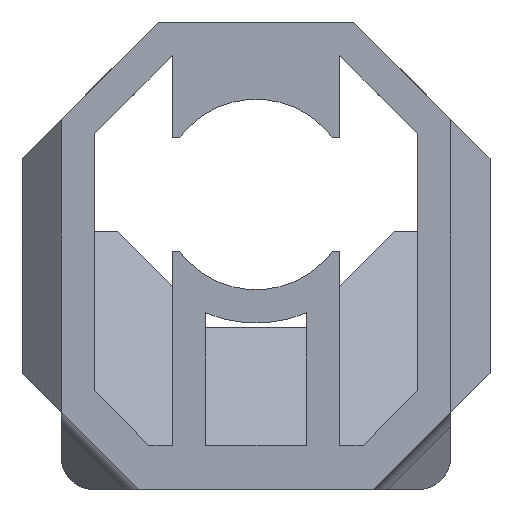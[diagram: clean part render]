
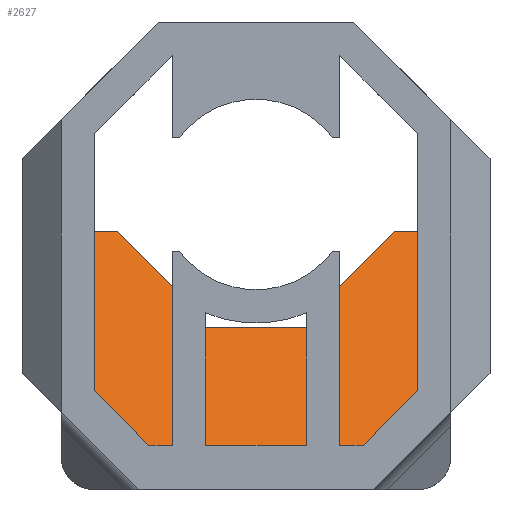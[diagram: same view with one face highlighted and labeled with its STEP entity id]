
A CAD part, front view. The second image highlights one B-rep face of the part: STEP entity #2627.
In plain terms, the highlighted planar face has unit normal (0, -0.707, 0.707).
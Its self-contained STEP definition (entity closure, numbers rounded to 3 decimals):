
#210=FACE_OUTER_BOUND('',#363,.T.);
#363=EDGE_LOOP('',(#2342,#2343,#2344,#2345,#2346,#2347,#2348,#2349,#2350,
#2351,#2352,#2353,#2354,#2355,#2356,#2357));
#384=LINE('',#3506,#720);
#388=LINE('',#3514,#724);
#624=LINE('',#4042,#960);
#632=LINE('',#4056,#968);
#637=LINE('',#4070,#973);
#643=LINE('',#4081,#979);
#651=LINE('',#4101,#987);
#653=LINE('',#4105,#989);
#657=LINE('',#4111,#993);
#670=LINE('',#4139,#1006);
#671=LINE('',#4142,#1007);
#680=LINE('',#4162,#1016);
#684=LINE('',#4168,#1020);
#685=LINE('',#4170,#1021);
#692=LINE('',#4186,#1028);
#696=LINE('',#4194,#1032);
#720=VECTOR('',#2834,10.);
#724=VECTOR('',#2838,10.);
#960=VECTOR('',#3298,10.);
#968=VECTOR('',#3308,10.);
#973=VECTOR('',#3327,10.);
#979=VECTOR('',#3339,10.);
#987=VECTOR('',#3355,10.);
#989=VECTOR('',#3359,10.);
#993=VECTOR('',#3365,10.);
#1006=VECTOR('',#3390,10.);
#1007=VECTOR('',#3393,10.);
#1016=VECTOR('',#3412,10.);
#1020=VECTOR('',#3418,10.);
#1021=VECTOR('',#3421,10.);
#1028=VECTOR('',#3436,10.);
#1032=VECTOR('',#3446,10.);
#1056=VERTEX_POINT('',#3503);
#1057=VERTEX_POINT('',#3505);
#1060=VERTEX_POINT('',#3511);
#1061=VERTEX_POINT('',#3513);
#1241=VERTEX_POINT('',#4041);
#1246=VERTEX_POINT('',#4054);
#1248=VERTEX_POINT('',#4069);
#1250=VERTEX_POINT('',#4079);
#1257=VERTEX_POINT('',#4098);
#1258=VERTEX_POINT('',#4100);
#1259=VERTEX_POINT('',#4104);
#1269=VERTEX_POINT('',#4137);
#1270=VERTEX_POINT('',#4141);
#1275=VERTEX_POINT('',#4159);
#1276=VERTEX_POINT('',#4161);
#1282=VERTEX_POINT('',#4184);
#1300=EDGE_CURVE('',#1056,#1057,#384,.F.);
#1304=EDGE_CURVE('',#1061,#1060,#388,.F.);
#1569=EDGE_CURVE('',#1241,#1061,#624,.F.);
#1577=EDGE_CURVE('',#1246,#1056,#632,.T.);
#1582=EDGE_CURVE('',#1248,#1241,#637,.T.);
#1588=EDGE_CURVE('',#1250,#1246,#643,.T.);
#1597=EDGE_CURVE('',#1258,#1257,#651,.T.);
#1599=EDGE_CURVE('',#1057,#1259,#653,.T.);
#1603=EDGE_CURVE('',#1250,#1258,#657,.F.);
#1617=EDGE_CURVE('',#1269,#1257,#670,.T.);
#1618=EDGE_CURVE('',#1270,#1259,#671,.T.);
#1628=EDGE_CURVE('',#1275,#1276,#680,.F.);
#1632=EDGE_CURVE('',#1060,#1270,#684,.T.);
#1633=EDGE_CURVE('',#1248,#1275,#685,.F.);
#1641=EDGE_CURVE('',#1282,#1269,#692,.T.);
#1645=EDGE_CURVE('',#1282,#1276,#696,.T.);
#2342=ORIENTED_EDGE('',*,*,#1641,.F.);
#2343=ORIENTED_EDGE('',*,*,#1645,.T.);
#2344=ORIENTED_EDGE('',*,*,#1628,.F.);
#2345=ORIENTED_EDGE('',*,*,#1633,.F.);
#2346=ORIENTED_EDGE('',*,*,#1582,.T.);
#2347=ORIENTED_EDGE('',*,*,#1569,.T.);
#2348=ORIENTED_EDGE('',*,*,#1304,.T.);
#2349=ORIENTED_EDGE('',*,*,#1632,.T.);
#2350=ORIENTED_EDGE('',*,*,#1618,.T.);
#2351=ORIENTED_EDGE('',*,*,#1599,.F.);
#2352=ORIENTED_EDGE('',*,*,#1300,.F.);
#2353=ORIENTED_EDGE('',*,*,#1577,.F.);
#2354=ORIENTED_EDGE('',*,*,#1588,.F.);
#2355=ORIENTED_EDGE('',*,*,#1603,.T.);
#2356=ORIENTED_EDGE('',*,*,#1597,.T.);
#2357=ORIENTED_EDGE('',*,*,#1617,.F.);
#2498=PLANE('',#2803);
#2627=ADVANCED_FACE('',(#210),#2498,.F.);
#2803=AXIS2_PLACEMENT_3D('',#4202,#3451,#3452);
#2834=DIRECTION('',(1.,0.,0.));
#2838=DIRECTION('',(-1.,0.,0.));
#3298=DIRECTION('',(-0.577,0.577,0.577));
#3308=DIRECTION('',(-0.577,-0.577,-0.577));
#3327=DIRECTION('',(0.,-0.707,-0.707));
#3339=DIRECTION('',(0.,-0.707,-0.707));
#3355=DIRECTION('',(-0.577,-0.577,-0.577));
#3359=DIRECTION('',(0.,-0.707,-0.707));
#3365=DIRECTION('',(1.,0.,0.));
#3390=DIRECTION('',(0.,0.707,0.707));
#3393=DIRECTION('',(1.,0.,0.));
#3412=DIRECTION('',(-0.577,0.577,0.577));
#3418=DIRECTION('',(0.,-0.707,-0.707));
#3421=DIRECTION('',(-1.,0.,0.));
#3436=DIRECTION('',(1.,0.,0.));
#3446=DIRECTION('',(0.,0.707,0.707));
#3451=DIRECTION('center_axis',(0.,0.707,-0.707));
#3452=DIRECTION('ref_axis',(0.,-0.707,-0.707));
#3503=CARTESIAN_POINT('',(9.615,-139.758,13.37));
#3505=CARTESIAN_POINT('',(9.5,-139.758,13.37));
#3506=CARTESIAN_POINT('',(4.25,-139.758,13.37));
#3511=CARTESIAN_POINT('',(-9.5,-139.758,13.37));
#3513=CARTESIAN_POINT('',(-9.615,-139.758,13.37));
#3514=CARTESIAN_POINT('',(-4.25,-139.758,13.37));
#4041=CARTESIAN_POINT('',(-15.5,-133.873,19.255));
#4042=CARTESIAN_POINT('',(-6.16,-143.213,9.915));
#4054=CARTESIAN_POINT('',(15.5,-133.873,19.255));
#4056=CARTESIAN_POINT('',(6.16,-143.213,9.915));
#4069=CARTESIAN_POINT('',(-15.5,-120.558,32.57));
#4070=CARTESIAN_POINT('',(-15.5,-140.994,12.134));
#4079=CARTESIAN_POINT('',(15.5,-120.558,32.57));
#4081=CARTESIAN_POINT('',(15.5,-140.994,12.134));
#4098=CARTESIAN_POINT('',(4.656,-128.308,24.819));
#4100=CARTESIAN_POINT('',(12.407,-120.558,32.57));
#4101=CARTESIAN_POINT('',(5.735,-127.23,25.898));
#4104=CARTESIAN_POINT('',(9.5,-141.636,11.492));
#4105=CARTESIAN_POINT('',(9.5,-143.422,9.706));
#4111=CARTESIAN_POINT('',(-8.5,-120.558,32.57));
#4137=CARTESIAN_POINT('',(4.656,-129.207,23.921));
#4139=CARTESIAN_POINT('',(4.656,-124.271,28.857));
#4141=CARTESIAN_POINT('',(-9.5,-141.636,11.492));
#4142=CARTESIAN_POINT('',(5.25,-141.636,11.492));
#4159=CARTESIAN_POINT('',(-12.407,-120.558,32.57));
#4161=CARTESIAN_POINT('',(-4.656,-128.308,24.819));
#4162=CARTESIAN_POINT('',(-5.735,-127.23,25.898));
#4168=CARTESIAN_POINT('',(-9.5,-143.422,9.706));
#4170=CARTESIAN_POINT('',(8.5,-120.558,32.57));
#4184=CARTESIAN_POINT('',(-4.656,-129.207,23.921));
#4186=CARTESIAN_POINT('',(-2.175,-129.207,23.921));
#4194=CARTESIAN_POINT('',(-4.656,-124.271,28.857));
#4202=CARTESIAN_POINT('Origin',(0.,-121.811,31.316));
